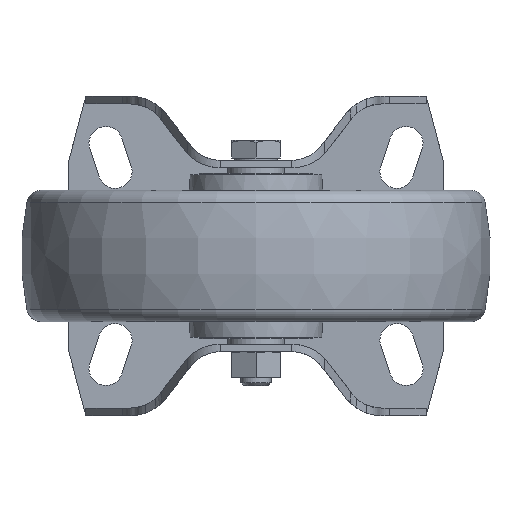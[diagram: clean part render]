
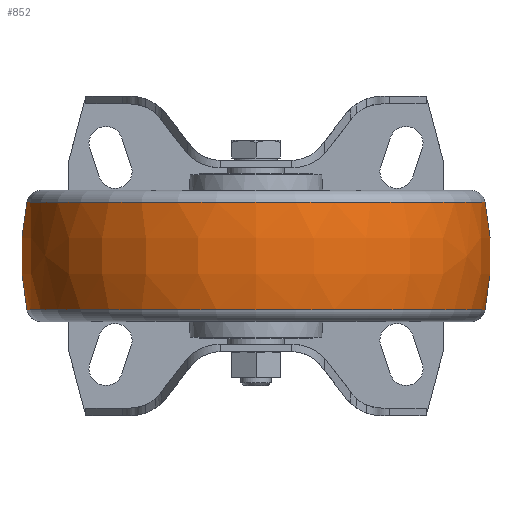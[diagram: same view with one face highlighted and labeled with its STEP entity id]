
A CAD part, front view. The second image highlights one B-rep face of the part: STEP entity #852.
In plain terms, the highlighted free-form (B-spline) face has degree [3, 3] with [4, 7] control points.
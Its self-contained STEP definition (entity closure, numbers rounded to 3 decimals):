
#852 = ADVANCED_FACE( '', ( #1726, #1727 ), #1728, .T. );
#1726 = FACE_OUTER_BOUND( '', #2622, .T. );
#1727 = FACE_OUTER_BOUND( '', #2623, .T. );
#1728 = ( BOUNDED_SURFACE(  )B_SPLINE_SURFACE( 3, 3, ( ( #2626, #2627, #2628, #2629, #2630, #2631, #2632 ), ( #2633, #2634, #2635, #2636, #2637, #2638, #2639 ), ( #2640, #2641, #2642, #2643, #2644, #2645, #2646 ), ( #2647, #2648, #2649, #2650, #2651, #2652, #2653 ) ), .UNSPECIFIED., .F., .T., .F. )B_SPLINE_SURFACE_WITH_KNOTS( ( 4, 4 ), ( 4, 3, 4 ), ( 0., 6.283 ), ( -0.204, 0.001, 0.206 ), .UNSPECIFIED. )GEOMETRIC_REPRESENTATION_ITEM(  )RATIONAL_B_SPLINE_SURFACE( ( ( 1., 0.333, 0.333, 1., 0.333, 0.333, 1. ), ( 0.986, 0.329, 0.329, 0.986, 0.329, 0.329, 0.986 ), ( 0.986, 0.329, 0.329, 0.986, 0.329, 0.329, 0.986 ), ( 1., 0.333, 0.333, 1., 0.333, 0.333, 1. ) ) )REPRESENTATION_ITEM( '' )SURFACE(  ) );
#2622 = EDGE_LOOP( '', ( #4799 ) );
#2623 = EDGE_LOOP( '', ( #4800 ) );
#2626 = CARTESIAN_POINT( '', ( 36.317, 0., -61.016 ) );
#2627 = CARTESIAN_POINT( '', ( 36.317, 122.033, -61.016 ) );
#2628 = CARTESIAN_POINT( '', ( 36.317, 122.033, 61.016 ) );
#2629 = CARTESIAN_POINT( '', ( 36.317, 0., 61.016 ) );
#2630 = CARTESIAN_POINT( '', ( 36.317, -122.033, 61.016 ) );
#2631 = CARTESIAN_POINT( '', ( 36.317, -122.033, -61.016 ) );
#2632 = CARTESIAN_POINT( '', ( 36.317, 0., -61.016 ) );
#2633 = CARTESIAN_POINT( '', ( 26.844, 0., -62.994 ) );
#2634 = CARTESIAN_POINT( '', ( 26.844, 125.988, -62.994 ) );
#2635 = CARTESIAN_POINT( '', ( 26.844, 125.988, 62.994 ) );
#2636 = CARTESIAN_POINT( '', ( 26.844, 0., 62.994 ) );
#2637 = CARTESIAN_POINT( '', ( 26.844, -125.988, 62.994 ) );
#2638 = CARTESIAN_POINT( '', ( 26.844, -125.988, -62.994 ) );
#2639 = CARTESIAN_POINT( '', ( 26.844, 0., -62.994 ) );
#2640 = CARTESIAN_POINT( '', ( 17.165, 0., -63.002 ) );
#2641 = CARTESIAN_POINT( '', ( 17.165, 126.003, -63.002 ) );
#2642 = CARTESIAN_POINT( '', ( 17.165, 126.003, 63.002 ) );
#2643 = CARTESIAN_POINT( '', ( 17.165, 0., 63.002 ) );
#2644 = CARTESIAN_POINT( '', ( 17.165, -126.003, 63.002 ) );
#2645 = CARTESIAN_POINT( '', ( 17.165, -126.003, -63.002 ) );
#2646 = CARTESIAN_POINT( '', ( 17.165, 0., -63.002 ) );
#2647 = CARTESIAN_POINT( '', ( 7.689, 0., -61.038 ) );
#2648 = CARTESIAN_POINT( '', ( 7.689, 122.077, -61.038 ) );
#2649 = CARTESIAN_POINT( '', ( 7.689, 122.077, 61.038 ) );
#2650 = CARTESIAN_POINT( '', ( 7.689, 0., 61.038 ) );
#2651 = CARTESIAN_POINT( '', ( 7.689, -122.077, 61.038 ) );
#2652 = CARTESIAN_POINT( '', ( 7.689, -122.077, -61.038 ) );
#2653 = CARTESIAN_POINT( '', ( 7.689, 0., -61.038 ) );
#4799 = ORIENTED_EDGE( '', *, *, #6049, .T. );
#4800 = ORIENTED_EDGE( '', *, *, #5965, .F. );
#5965 = EDGE_CURVE( '', #7326, #7326, #7327, .T. );
#6049 = EDGE_CURVE( '', #7424, #7424, #7425, .T. );
#7326 = VERTEX_POINT( '', #9622 );
#7327 = CIRCLE( '', #9623, 61.016 );
#7424 = VERTEX_POINT( '', #9771 );
#7425 = CIRCLE( '', #9772, 61.038 );
#9622 = CARTESIAN_POINT( '', ( 36.317, 0., -61.016 ) );
#9623 = AXIS2_PLACEMENT_3D( '', #10742, #10743, #10744 );
#9771 = CARTESIAN_POINT( '', ( 7.689, 0., -61.038 ) );
#9772 = AXIS2_PLACEMENT_3D( '', #10812, #10813, #10814 );
#10742 = CARTESIAN_POINT( '', ( 36.317, 0., 0. ) );
#10743 = DIRECTION( '', ( 1., 0., 0. ) );
#10744 = DIRECTION( '', ( 0., 0., -1. ) );
#10812 = CARTESIAN_POINT( '', ( 7.689, 0., 0. ) );
#10813 = DIRECTION( '', ( 1., 0., 0. ) );
#10814 = DIRECTION( '', ( 0., 0., -1. ) );
